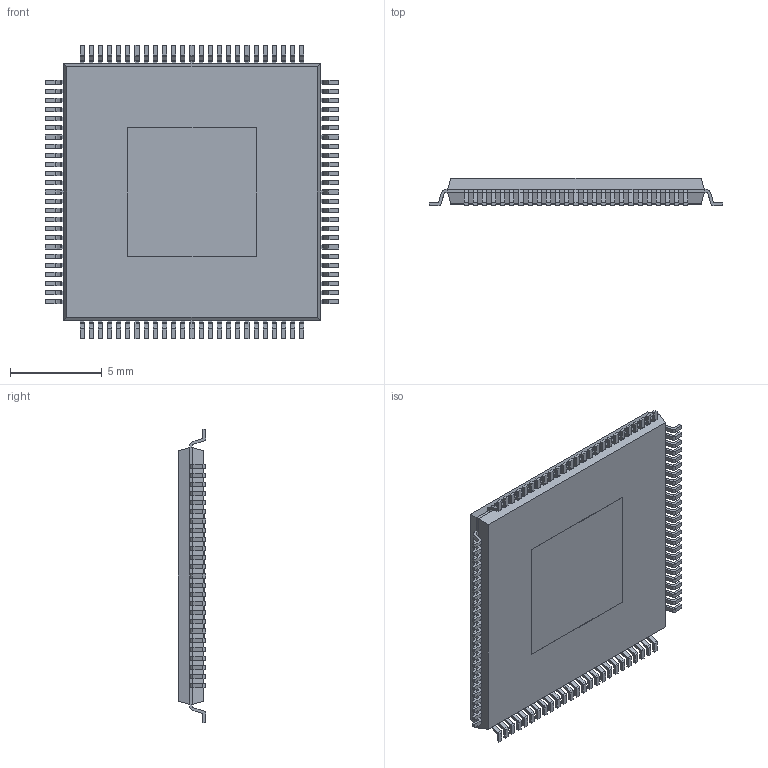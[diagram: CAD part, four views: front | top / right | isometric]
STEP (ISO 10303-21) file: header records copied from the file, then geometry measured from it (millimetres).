
FILE_DESCRIPTION (( 'STEP AP214' ), '1' );
FILE_NAME ('User Library-LQFP-100-11.STEP', '2019-10-11T22:57:24', ( '' ), ( '' ), 'SwSTEP 2.0', 'SolidWorks 2019', '' );
FILE_SCHEMA (( 'AUTOMOTIVE_DESIGN' ));
Length unit declared in the file: millimetre
Products named in the file (3): User Library-LQFP-100-11; Case; Leg
Assembly tree (101 placements, depth 2):
  User Library-LQFP-100-11
    Case
    Leg  x100
Bounding box: 16 x 1.5 x 16 mm (x, y, z)
Volume: 273.3 mm3; surface area: 572.1 mm2
Topology: 101 solids, 101 shells, 1428 faces, 3658 edges, 2436 vertices
Faces by surface type: plane 1022, cylinder 406
Entity records: 2518 total; most frequent: DIRECTION 406, CARTESIAN_POINT 300, ORIENTED_EDGE 188, AXIS2_PLACEMENT_3D 166, PRODUCT_DEFINITION_SHAPE 104, ITEM_DEFINED_TRANSFORMATION 101, CONTEXT_DEPENDENT_SHAPE_REPRESENTATION 101, NEXT_ASSEMBLY_USAGE_OCCURRENCE 101
